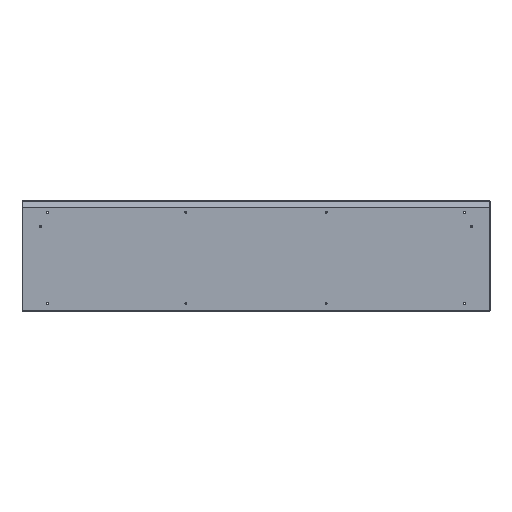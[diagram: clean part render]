
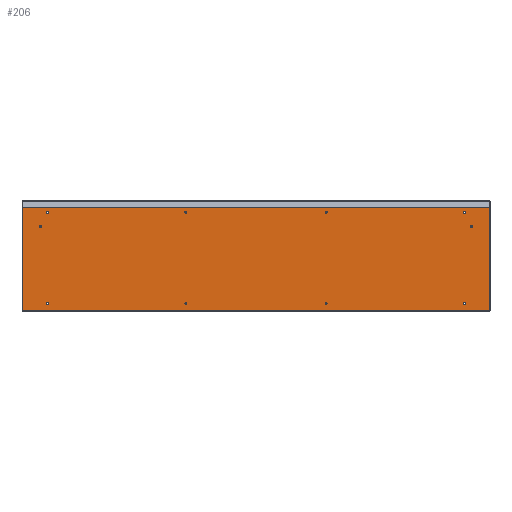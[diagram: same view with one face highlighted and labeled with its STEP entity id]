
A CAD part, left-side view. The second image highlights one B-rep face of the part: STEP entity #206.
In plain terms, the highlighted planar face has unit normal (-1, 0, 0).
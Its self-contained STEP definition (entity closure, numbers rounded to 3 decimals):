
#206=ADVANCED_FACE('',(#625,#626,#627,#628,#629,#630,#631,#632,#633),#634,.T.);
#625=FACE_OUTER_BOUND('',#1682,.T.);
#626=FACE_BOUND('',#1683,.T.);
#627=FACE_BOUND('',#1684,.T.);
#628=FACE_BOUND('',#1685,.T.);
#629=FACE_BOUND('',#1686,.T.);
#630=FACE_BOUND('',#1687,.T.);
#631=FACE_BOUND('',#1688,.T.);
#632=FACE_BOUND('',#1689,.T.);
#633=FACE_BOUND('',#1690,.T.);
#634=PLANE('',#1691);
#1682=EDGE_LOOP('',(#3459,#3460,#3461,#3462));
#1683=EDGE_LOOP('',(#3463,#3464));
#1684=EDGE_LOOP('',(#3465,#3466));
#1685=EDGE_LOOP('',(#3467,#3468));
#1686=EDGE_LOOP('',(#3469,#3470));
#1687=EDGE_LOOP('',(#3471,#3472));
#1688=EDGE_LOOP('',(#3473,#3474));
#1689=EDGE_LOOP('',(#3475,#3476));
#1690=EDGE_LOOP('',(#3477,#3478));
#1691=AXIS2_PLACEMENT_3D('',#3479,#3480,#3481);
#3459=ORIENTED_EDGE('',*,*,#5122,.T.);
#3460=ORIENTED_EDGE('',*,*,#5121,.F.);
#3461=ORIENTED_EDGE('',*,*,#5120,.F.);
#3462=ORIENTED_EDGE('',*,*,#5141,.T.);
#3463=ORIENTED_EDGE('',*,*,#5119,.F.);
#3464=ORIENTED_EDGE('',*,*,#5118,.F.);
#3465=ORIENTED_EDGE('',*,*,#5115,.F.);
#3466=ORIENTED_EDGE('',*,*,#5114,.F.);
#3467=ORIENTED_EDGE('',*,*,#5111,.F.);
#3468=ORIENTED_EDGE('',*,*,#5110,.F.);
#3469=ORIENTED_EDGE('',*,*,#5107,.F.);
#3470=ORIENTED_EDGE('',*,*,#5106,.F.);
#3471=ORIENTED_EDGE('',*,*,#5103,.F.);
#3472=ORIENTED_EDGE('',*,*,#5102,.F.);
#3473=ORIENTED_EDGE('',*,*,#5099,.F.);
#3474=ORIENTED_EDGE('',*,*,#5098,.F.);
#3475=ORIENTED_EDGE('',*,*,#5095,.F.);
#3476=ORIENTED_EDGE('',*,*,#5094,.F.);
#3477=ORIENTED_EDGE('',*,*,#5091,.F.);
#3478=ORIENTED_EDGE('',*,*,#5090,.F.);
#3479=CARTESIAN_POINT('',(-18.0,888.5,393.653));
#3480=DIRECTION('',(-1.0,0.0,0.0));
#3481=DIRECTION('',(0.0,0.0,1.0));
#5090=EDGE_CURVE('',#5912,#5910,#5914,.T.);
#5091=EDGE_CURVE('',#5910,#5912,#5915,.T.);
#5094=EDGE_CURVE('',#5918,#5916,#5920,.T.);
#5095=EDGE_CURVE('',#5916,#5918,#5921,.T.);
#5098=EDGE_CURVE('',#5924,#5922,#5926,.T.);
#5099=EDGE_CURVE('',#5922,#5924,#5927,.T.);
#5102=EDGE_CURVE('',#5930,#5928,#5932,.T.);
#5103=EDGE_CURVE('',#5928,#5930,#5933,.T.);
#5106=EDGE_CURVE('',#5936,#5934,#5938,.T.);
#5107=EDGE_CURVE('',#5934,#5936,#5939,.T.);
#5110=EDGE_CURVE('',#5942,#5940,#5944,.T.);
#5111=EDGE_CURVE('',#5940,#5942,#5945,.T.);
#5114=EDGE_CURVE('',#5948,#5946,#5950,.T.);
#5115=EDGE_CURVE('',#5946,#5948,#5951,.T.);
#5118=EDGE_CURVE('',#5954,#5952,#5956,.T.);
#5119=EDGE_CURVE('',#5952,#5954,#5957,.T.);
#5120=EDGE_CURVE('',#5907,#5798,#5958,.T.);
#5121=EDGE_CURVE('',#5798,#5802,#5959,.T.);
#5122=EDGE_CURVE('',#5960,#5802,#5961,.T.);
#5141=EDGE_CURVE('',#5907,#5960,#5989,.T.);
#5798=VERTEX_POINT('',#7082);
#5802=VERTEX_POINT('',#7093);
#5907=VERTEX_POINT('',#7260);
#5910=VERTEX_POINT('',#7269);
#5912=VERTEX_POINT('',#7272);
#5914=CIRCLE('',#7275,4.0);
#5915=CIRCLE('',#7276,4.0);
#5916=VERTEX_POINT('',#7277);
#5918=VERTEX_POINT('',#7280);
#5920=CIRCLE('',#7283,4.0);
#5921=CIRCLE('',#7284,4.0);
#5922=VERTEX_POINT('',#7285);
#5924=VERTEX_POINT('',#7288);
#5926=CIRCLE('',#7291,4.0);
#5927=CIRCLE('',#7292,4.0);
#5928=VERTEX_POINT('',#7293);
#5930=VERTEX_POINT('',#7296);
#5932=CIRCLE('',#7299,4.0);
#5933=CIRCLE('',#7300,4.0);
#5934=VERTEX_POINT('',#7301);
#5936=VERTEX_POINT('',#7304);
#5938=CIRCLE('',#7307,4.0);
#5939=CIRCLE('',#7308,4.0);
#5940=VERTEX_POINT('',#7309);
#5942=VERTEX_POINT('',#7312);
#5944=CIRCLE('',#7315,4.0);
#5945=CIRCLE('',#7316,4.0);
#5946=VERTEX_POINT('',#7317);
#5948=VERTEX_POINT('',#7320);
#5950=CIRCLE('',#7323,4.0);
#5951=CIRCLE('',#7324,4.0);
#5952=VERTEX_POINT('',#7325);
#5954=VERTEX_POINT('',#7328);
#5956=CIRCLE('',#7331,4.0);
#5957=CIRCLE('',#7332,4.0);
#5958=LINE('',#7333,#7334);
#5959=LINE('',#7335,#7336);
#5960=VERTEX_POINT('',#7337);
#5961=LINE('',#7338,#7339);
#5989=LINE('',#7411,#7412);
#7082=CARTESIAN_POINT('',(-18.0,-886.0,392.983));
#7093=CARTESIAN_POINT('',(-18.0,-886.0,2.5));
#7260=CARTESIAN_POINT('',(-18.0,886.0,392.983));
#7269=CARTESIAN_POINT('',(-18.0,-791.25,33.0));
#7272=CARTESIAN_POINT('',(-18.0,-791.25,25.0));
#7275=AXIS2_PLACEMENT_3D('',#8801,#8802,#8803);
#7276=AXIS2_PLACEMENT_3D('',#8804,#8805,#8806);
#7277=CARTESIAN_POINT('',(-18.0,-266.25,33.0));
#7280=CARTESIAN_POINT('',(-18.0,-266.25,25.0));
#7283=AXIS2_PLACEMENT_3D('',#8809,#8810,#8811);
#7284=AXIS2_PLACEMENT_3D('',#8812,#8813,#8814);
#7285=CARTESIAN_POINT('',(-18.0,266.25,33.0));
#7288=CARTESIAN_POINT('',(-18.0,266.25,25.0));
#7291=AXIS2_PLACEMENT_3D('',#8817,#8818,#8819);
#7292=AXIS2_PLACEMENT_3D('',#8820,#8821,#8822);
#7293=CARTESIAN_POINT('',(-18.0,791.25,33.0));
#7296=CARTESIAN_POINT('',(-18.0,791.25,25.0));
#7299=AXIS2_PLACEMENT_3D('',#8825,#8826,#8827);
#7300=AXIS2_PLACEMENT_3D('',#8828,#8829,#8830);
#7301=CARTESIAN_POINT('',(-18.0,791.25,379.));
#7304=CARTESIAN_POINT('',(-18.0,791.25,371.));
#7307=AXIS2_PLACEMENT_3D('',#8833,#8834,#8835);
#7308=AXIS2_PLACEMENT_3D('',#8836,#8837,#8838);
#7309=CARTESIAN_POINT('',(-18.0,266.25,379.));
#7312=CARTESIAN_POINT('',(-18.0,266.25,371.));
#7315=AXIS2_PLACEMENT_3D('',#8841,#8842,#8843);
#7316=AXIS2_PLACEMENT_3D('',#8844,#8845,#8846);
#7317=CARTESIAN_POINT('',(-18.0,-266.25,379.));
#7320=CARTESIAN_POINT('',(-18.0,-266.25,371.));
#7323=AXIS2_PLACEMENT_3D('',#8849,#8850,#8851);
#7324=AXIS2_PLACEMENT_3D('',#8852,#8853,#8854);
#7325=CARTESIAN_POINT('',(-18.0,-791.25,379.));
#7328=CARTESIAN_POINT('',(-18.0,-791.25,371.));
#7331=AXIS2_PLACEMENT_3D('',#8857,#8858,#8859);
#7332=AXIS2_PLACEMENT_3D('',#8860,#8861,#8862);
#7333=CARTESIAN_POINT('',(-18.0,886.0,392.983));
#7334=VECTOR('',#8863,1772.0);
#7335=CARTESIAN_POINT('',(-18.0,-886.0,392.983));
#7336=VECTOR('',#8864,390.483);
#7337=CARTESIAN_POINT('',(-18.0,886.0,2.5));
#7338=CARTESIAN_POINT('',(-18.0,886.0,2.5));
#7339=VECTOR('',#8865,1772.0);
#7411=CARTESIAN_POINT('',(-18.0,886.0,392.983));
#7412=VECTOR('',#8881,390.483);
#8801=CARTESIAN_POINT('',(-18.0,-791.25,29.0));
#8802=DIRECTION('',(-1.0,-0.0,0.0));
#8803=DIRECTION('',(0.0,0.,-1.0));
#8804=CARTESIAN_POINT('',(-18.0,-791.25,29.0));
#8805=DIRECTION('',(-1.0,0.0,0.0));
#8806=DIRECTION('',(0.0,0.0,1.0));
#8809=CARTESIAN_POINT('',(-18.0,-266.25,29.0));
#8810=DIRECTION('',(-1.0,0.0,0.0));
#8811=DIRECTION('',(0.0,0.0,-1.0));
#8812=CARTESIAN_POINT('',(-18.0,-266.25,29.0));
#8813=DIRECTION('',(-1.0,0.0,0.0));
#8814=DIRECTION('',(0.0,0.,1.0));
#8817=CARTESIAN_POINT('',(-18.0,266.25,29.0));
#8818=DIRECTION('',(-1.0,0.0,0.0));
#8819=DIRECTION('',(0.0,0.,-1.0));
#8820=CARTESIAN_POINT('',(-18.0,266.25,29.0));
#8821=DIRECTION('',(-1.0,0.0,0.0));
#8822=DIRECTION('',(0.0,0.0,1.0));
#8825=CARTESIAN_POINT('',(-18.0,791.25,29.0));
#8826=DIRECTION('',(-1.0,0.0,0.0));
#8827=DIRECTION('',(0.0,0.0,-1.0));
#8828=CARTESIAN_POINT('',(-18.0,791.25,29.0));
#8829=DIRECTION('',(-1.0,0.0,0.0));
#8830=DIRECTION('',(0.0,0.,1.0));
#8833=CARTESIAN_POINT('',(-18.0,791.25,375.));
#8834=DIRECTION('',(-1.0,0.0,0.0));
#8835=DIRECTION('',(0.0,0.0,-1.0));
#8836=CARTESIAN_POINT('',(-18.0,791.25,375.));
#8837=DIRECTION('',(-1.0,0.0,0.0));
#8838=DIRECTION('',(0.0,0.,1.0));
#8841=CARTESIAN_POINT('',(-18.0,266.25,375.));
#8842=DIRECTION('',(-1.0,0.0,0.0));
#8843=DIRECTION('',(0.0,0.,-1.0));
#8844=CARTESIAN_POINT('',(-18.0,266.25,375.));
#8845=DIRECTION('',(-1.0,0.0,0.0));
#8846=DIRECTION('',(0.0,0.0,1.0));
#8849=CARTESIAN_POINT('',(-18.0,-266.25,375.));
#8850=DIRECTION('',(-1.0,0.0,0.0));
#8851=DIRECTION('',(0.0,0.0,-1.0));
#8852=CARTESIAN_POINT('',(-18.0,-266.25,375.));
#8853=DIRECTION('',(-1.0,0.0,0.0));
#8854=DIRECTION('',(0.0,0.,1.0));
#8857=CARTESIAN_POINT('',(-18.0,-791.25,375.));
#8858=DIRECTION('',(-1.0,-0.0,0.0));
#8859=DIRECTION('',(0.0,0.,-1.0));
#8860=CARTESIAN_POINT('',(-18.0,-791.25,375.));
#8861=DIRECTION('',(-1.0,0.0,0.0));
#8862=DIRECTION('',(0.0,0.0,1.0));
#8863=DIRECTION('',(0.0,-1.0,0.0));
#8864=DIRECTION('',(0.0,0.0,-1.0));
#8865=DIRECTION('',(0.0,-1.0,0.0));
#8881=DIRECTION('',(0.0,0.0,-1.0));
